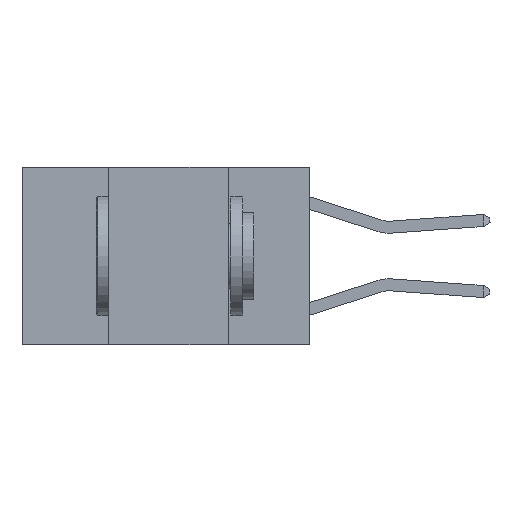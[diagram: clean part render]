
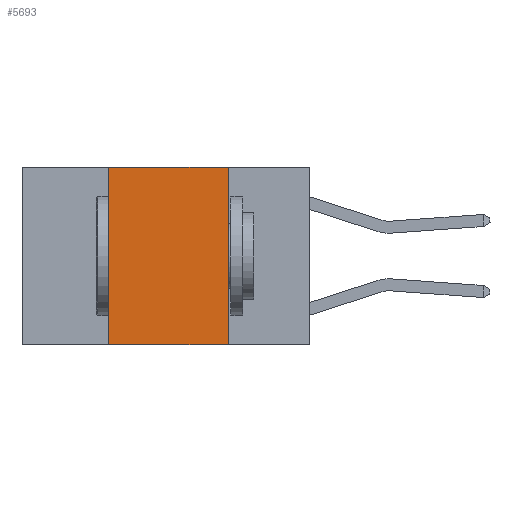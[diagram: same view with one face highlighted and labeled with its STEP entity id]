
A CAD part, left-side view. The second image highlights one B-rep face of the part: STEP entity #5693.
In plain terms, the highlighted planar face has unit normal (-1, 0, 0).
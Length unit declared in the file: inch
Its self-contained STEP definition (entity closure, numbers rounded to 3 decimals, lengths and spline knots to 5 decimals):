
#655 = EDGE_LOOP ( 'NONE', ( #2826, #13163, #11816, #8606 ) ) ;
#743 = CARTESIAN_POINT ( 'NONE',  ( 0., 0.17, -0.37 ) ) ;
#1310 = VECTOR ( 'NONE', #21391, 39.37008 ) ;
#1540 = CARTESIAN_POINT ( 'NONE',  ( 0., 0.6, -0.37 ) ) ;
#1978 = EDGE_CURVE ( 'NONE', #6409, #24042, #2078, .T. ) ;
#2078 = LINE ( 'NONE', #15497, #12546 ) ;
#2826 = ORIENTED_EDGE ( 'NONE', *, *, #7068, .F. ) ;
#2842 = DIRECTION ( 'NONE',  ( 1., 0., 0. ) ) ;
#3620 = LINE ( 'NONE', #14611, #21189 ) ;
#4562 = CARTESIAN_POINT ( 'NONE',  ( 0., 0.17, 0. ) ) ;
#5000 = EDGE_CURVE ( 'NONE', #24042, #5321, #3620, .T. ) ;
#5321 = VERTEX_POINT ( 'NONE', #9325 ) ;
#5693 = ADVANCED_FACE ( 'NONE', ( #19708 ), #6829, .F. ) ;
#6409 = VERTEX_POINT ( 'NONE', #7767 ) ;
#6829 = PLANE ( 'NONE',  #11480 ) ;
#7068 = EDGE_CURVE ( 'NONE', #5321, #15453, #19995, .T. ) ;
#7767 = CARTESIAN_POINT ( 'NONE',  ( 0., 0.42, -0.37 ) ) ;
#8606 = ORIENTED_EDGE ( 'NONE', *, *, #17847, .T. ) ;
#8788 = DIRECTION ( 'NONE',  ( 0., 0., 1. ) ) ;
#9325 = CARTESIAN_POINT ( 'NONE',  ( 0., 0.17, 0. ) ) ;
#9562 = DIRECTION ( 'NONE',  ( 0., 0., -1. ) ) ;
#11480 = AXIS2_PLACEMENT_3D ( 'NONE', #15562, #2842, #9562 ) ;
#11548 = CARTESIAN_POINT ( 'NONE',  ( 0., 0.42, 0. ) ) ;
#11816 = ORIENTED_EDGE ( 'NONE', *, *, #1978, .F. ) ;
#12546 = VECTOR ( 'NONE', #8788, 39.37008 ) ;
#13163 = ORIENTED_EDGE ( 'NONE', *, *, #5000, .F. ) ;
#14611 = CARTESIAN_POINT ( 'NONE',  ( 0., 0.6, 0. ) ) ;
#15453 = VERTEX_POINT ( 'NONE', #743 ) ;
#15497 = CARTESIAN_POINT ( 'NONE',  ( 0., 0.42, 0. ) ) ;
#15562 = CARTESIAN_POINT ( 'NONE',  ( 0., 0.6, 0. ) ) ;
#17251 = LINE ( 'NONE', #1540, #1310 ) ;
#17847 = EDGE_CURVE ( 'NONE', #6409, #15453, #17251, .T. ) ;
#19708 = FACE_OUTER_BOUND ( 'NONE', #655, .T. ) ;
#19995 = LINE ( 'NONE', #4562, #25276 ) ;
#21189 = VECTOR ( 'NONE', #23612, 39.37008 ) ;
#21391 = DIRECTION ( 'NONE',  ( 0., -1., 0. ) ) ;
#23612 = DIRECTION ( 'NONE',  ( 0., -1., 0. ) ) ;
#24042 = VERTEX_POINT ( 'NONE', #11548 ) ;
#25276 = VECTOR ( 'NONE', #26004, 39.37008 ) ;
#26004 = DIRECTION ( 'NONE',  ( 0., 0., -1. ) ) ;
